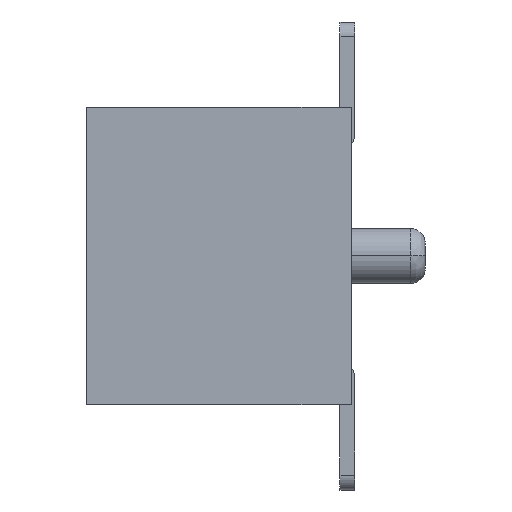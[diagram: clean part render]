
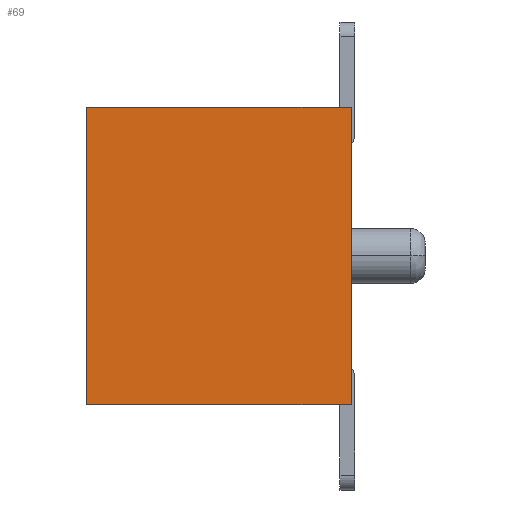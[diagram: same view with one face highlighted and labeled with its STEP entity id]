
A CAD part, left-side view. The second image highlights one B-rep face of the part: STEP entity #69.
In plain terms, the highlighted planar face has unit normal (-1, 0, 0).
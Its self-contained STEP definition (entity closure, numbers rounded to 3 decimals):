
#30=CARTESIAN_POINT('',(-16.,4.16,-4.));
#31=DIRECTION('',(0.,0.,1.));
#32=DIRECTION('',(-1.,0.,0.));
#33=AXIS2_PLACEMENT_3D('',#30,#32,#31);
#34=PLANE('',#33);
#35=CARTESIAN_POINT('',(-16.,0.6,0.));
#36=VERTEX_POINT('',#35);
#37=CARTESIAN_POINT('',(-16.,4.16,0.));
#38=VERTEX_POINT('',#37);
#39=CARTESIAN_POINT('',(-16.,0.6,0.));
#40=DIRECTION('',(0.,1.,0.));
#41=VECTOR('',#40,3.56);
#42=LINE('',#39,#41);
#43=EDGE_CURVE('',#36,#38,#42,.T.);
#44=ORIENTED_EDGE('',*,*,#43,.T.);
#45=CARTESIAN_POINT('',(-16.,4.16,-4.));
#46=VERTEX_POINT('',#45);
#47=CARTESIAN_POINT('',(-16.,4.16,-4.));
#48=DIRECTION('',(0.,0.,1.));
#49=VECTOR('',#48,4.);
#50=LINE('',#47,#49);
#51=EDGE_CURVE('',#46,#38,#50,.T.);
#52=ORIENTED_EDGE('',*,*,#51,.F.);
#53=CARTESIAN_POINT('',(-16.,0.6,-4.));
#54=VERTEX_POINT('',#53);
#55=CARTESIAN_POINT('',(-16.,4.16,-4.));
#56=DIRECTION('',(0.,-1.,0.));
#57=VECTOR('',#56,3.56);
#58=LINE('',#55,#57);
#59=EDGE_CURVE('',#46,#54,#58,.T.);
#60=ORIENTED_EDGE('',*,*,#59,.T.);
#61=CARTESIAN_POINT('',(-16.,0.6,-4.));
#62=DIRECTION('',(0.,0.,1.));
#63=VECTOR('',#62,4.);
#64=LINE('',#61,#63);
#65=EDGE_CURVE('',#54,#36,#64,.T.);
#66=ORIENTED_EDGE('',*,*,#65,.T.);
#67=EDGE_LOOP('',(#44,#52,#60,#66));
#68=FACE_OUTER_BOUND('',#67,.T.);
#69=ADVANCED_FACE('',(#68),#34,.T.);
